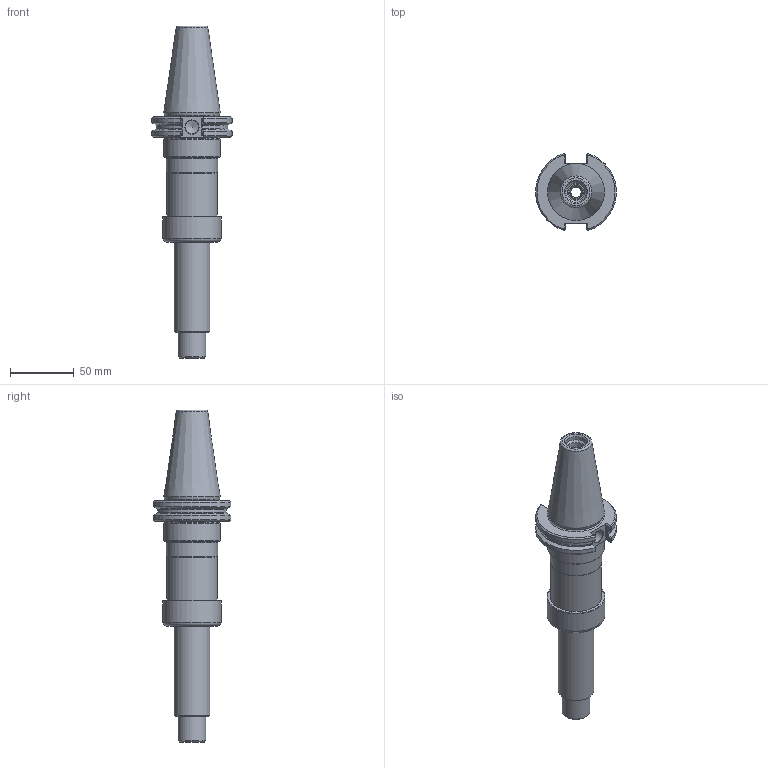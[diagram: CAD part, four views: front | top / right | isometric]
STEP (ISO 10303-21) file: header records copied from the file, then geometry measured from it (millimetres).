
FILE_DESCRIPTION(/* description */ (''),/* implementation_level */ '2;1');
FILE_NAME(/* name */ '884313031.stp',/* time_stamp */ '2021-07-27T14:36:36',/* author */ ('LRA'),/* organization */ ('REGO-FIX'),/* preprocessor_version */ ' Unknown',/* originating_system */ 'SIEMENS PLM Software Solid Edge ST10',/* authorization */ 'Unknown');
FILE_SCHEMA (('AUTOMOTIVE_DESIGN { 1 0 10303 214 2 1 1}'));
Length unit declared in the file: millimetre
Products named in the file (1): NOCUT
Bounding box: 63.28 x 60.79 x 260.95 mm (x, y, z)
Volume: 243847.6 mm3; surface area: 52144.2 mm2
Topology: 1 solids, 3 shells, 142 faces, 341 edges, 214 vertices
Faces by surface type: plane 42, cone 39, cylinder 32, torus 21, bspline 8
Full cylindrical faces by diameter (mm): 8.35 x1, 8.376 x1, 10 x1, 10.5 x1, 10.7 x1, 13.53 x1, 16.5 x1, 22 x1, 23.8 x1, 24.7 x1, 25 x1, 28 x1, 29 x1, 33 x1, 34 x1, 38.376 x1, 40 x1, 40.05 x1, 40.5 x1, 43.3 x1, 44.45 x1, 45.65 x1
Entity records: 4781 total; most frequent: CARTESIAN_POINT 828, DIRECTION 619, ORIENTED_EDGE 510, AXIS2_PLACEMENT_3D 275, EDGE_CURVE 255, FACE_BOUND 228, EDGE_LOOP 227, VERTEX_POINT 199
